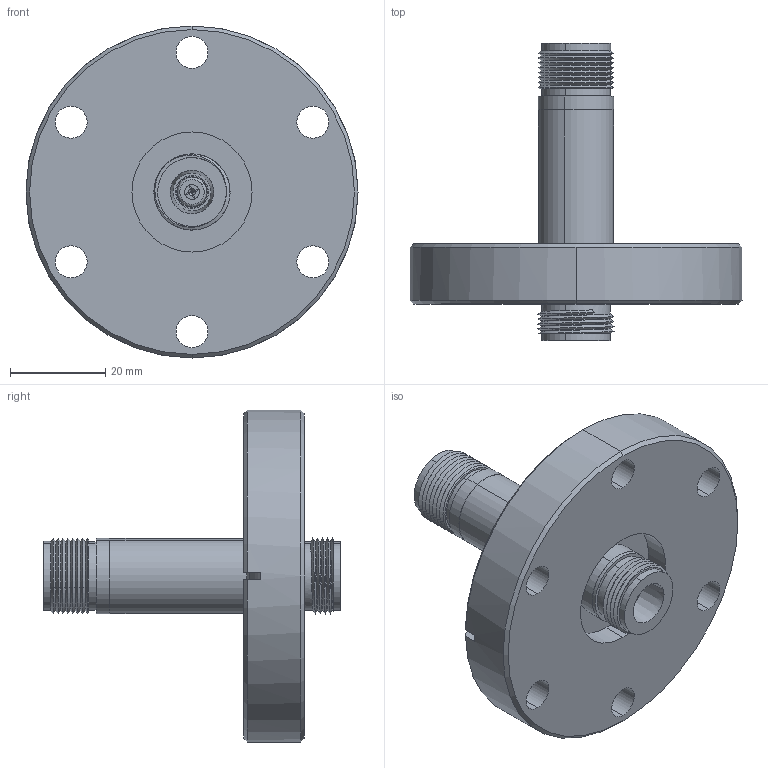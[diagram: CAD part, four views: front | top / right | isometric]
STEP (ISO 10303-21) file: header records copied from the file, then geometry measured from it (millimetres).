
FILE_DESCRIPTION (( 'STEP AP203' ), '1' );
FILE_NAME ('A2262-1-CF.STEP', '2011-10-18T12:35:09', ( '' ), ( '' ), 'SwSTEP 2.0', 'SolidWorks 2011', '' );
FILE_SCHEMA (( 'CONFIG_CONTROL_DESIGN' ));
Length unit declared in the file: inch
Products named in the file (1): A2262-1-CF
Bounding box: 69.85 x 62.48 x 69.85 mm (x, y, z)
Volume: 46316.1 mm3; surface area: 20667.3 mm2
Topology: 1 solids, 1 shells, 245 faces, 610 edges, 389 vertices
Faces by surface type: cylinder 101, cone 70, plane 66, bspline 8
Entity records: 8082 total; most frequent: CARTESIAN_POINT 2023, DIRECTION 1347, ORIENTED_EDGE 1212, EDGE_CURVE 606, AXIS2_PLACEMENT_3D 554, VERTEX_POINT 389, CIRCLE 316, EDGE_LOOP 283
